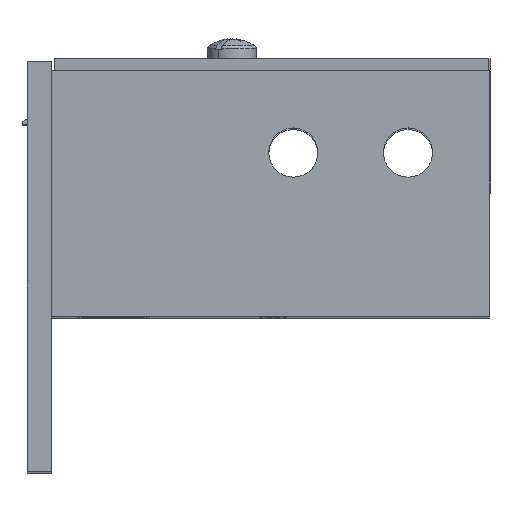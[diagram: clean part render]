
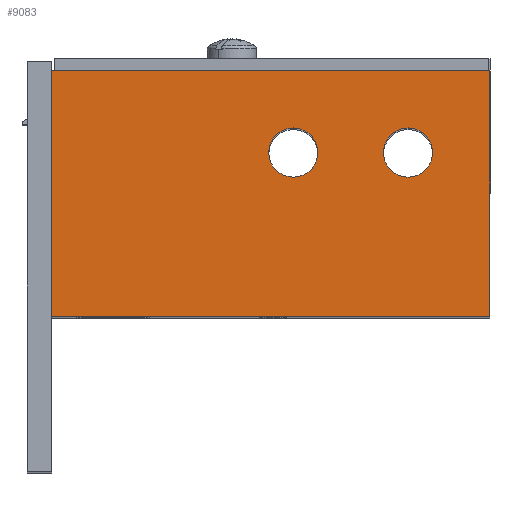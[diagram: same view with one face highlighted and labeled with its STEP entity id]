
A CAD part, top view. The second image highlights one B-rep face of the part: STEP entity #9083.
In plain terms, the highlighted planar face has unit normal (0, 0, 1).
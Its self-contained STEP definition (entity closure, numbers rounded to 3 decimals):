
#142 = CIRCLE ( 'NONE', #22066, 3. ) ;
#443 = ORIENTED_EDGE ( 'NONE', *, *, #15619, .F. ) ;
#1564 = AXIS2_PLACEMENT_3D ( 'NONE', #14801, #3321, #21064 ) ;
#2040 = VERTEX_POINT ( 'NONE', #9462 ) ;
#2060 = CARTESIAN_POINT ( 'NONE',  ( -26.75, 30., 60. ) ) ;
#2093 = AXIS2_PLACEMENT_3D ( 'NONE', #6850, #27267, #15790 ) ;
#2377 = VERTEX_POINT ( 'NONE', #21480 ) ;
#2396 = CARTESIAN_POINT ( 'NONE',  ( 16.75, 20., 60. ) ) ;
#2495 = CIRCLE ( 'NONE', #1564, 3. ) ;
#2504 = DIRECTION ( 'NONE',  ( 1., 0., 0. ) ) ;
#3200 = VERTEX_POINT ( 'NONE', #28307 ) ;
#3240 = EDGE_CURVE ( 'NONE', #27877, #9722, #28450, .T. ) ;
#3321 = DIRECTION ( 'NONE',  ( 0., 0., 1. ) ) ;
#3465 = PLANE ( 'NONE',  #12203 ) ;
#4129 = CARTESIAN_POINT ( 'NONE',  ( 26.75, 0., 60. ) ) ;
#4364 = ORIENTED_EDGE ( 'NONE', *, *, #3240, .T. ) ;
#4686 = CARTESIAN_POINT ( 'NONE',  ( -26.75, 30., 60. ) ) ;
#4813 = EDGE_LOOP ( 'NONE', ( #18762, #443 ) ) ;
#4844 = LINE ( 'NONE', #4686, #28778 ) ;
#4888 = DIRECTION ( 'NONE',  ( 0., 0., 1. ) ) ;
#5069 = CARTESIAN_POINT ( 'NONE',  ( 5.75, 20., 60. ) ) ;
#5108 = VECTOR ( 'NONE', #13134, 1000. ) ;
#5147 = DIRECTION ( 'NONE',  ( 0., 0., 1. ) ) ;
#5527 = FACE_OUTER_BOUND ( 'NONE', #22889, .T. ) ;
#5739 = LINE ( 'NONE', #8441, #9656 ) ;
#6850 = CARTESIAN_POINT ( 'NONE',  ( 16.75, 20., 60. ) ) ;
#7811 = LINE ( 'NONE', #12445, #29101 ) ;
#8441 = CARTESIAN_POINT ( 'NONE',  ( 26.75, 30., 60. ) ) ;
#8459 = ORIENTED_EDGE ( 'NONE', *, *, #20242, .F. ) ;
#8746 = ORIENTED_EDGE ( 'NONE', *, *, #19305, .F. ) ;
#9083 = ADVANCED_FACE ( 'NONE', ( #5527, #21221, #12422 ), #3465, .F. ) ;
#9462 = CARTESIAN_POINT ( 'NONE',  ( 19.75, 20., 60. ) ) ;
#9656 = VECTOR ( 'NONE', #26622, 1000. ) ;
#9722 = VERTEX_POINT ( 'NONE', #24312 ) ;
#10635 = AXIS2_PLACEMENT_3D ( 'NONE', #2396, #4888, #20402 ) ;
#12203 = AXIS2_PLACEMENT_3D ( 'NONE', #19266, #18979, #19407 ) ;
#12422 = FACE_BOUND ( 'NONE', #4813, .T. ) ;
#12445 = CARTESIAN_POINT ( 'NONE',  ( 0., 0., 60. ) ) ;
#13134 = DIRECTION ( 'NONE',  ( 0., -1., 0. ) ) ;
#14269 = CARTESIAN_POINT ( 'NONE',  ( 2.75, 20., 60. ) ) ;
#14801 = CARTESIAN_POINT ( 'NONE',  ( 2.75, 20., 60. ) ) ;
#14929 = CIRCLE ( 'NONE', #2093, 3. ) ;
#15410 = VERTEX_POINT ( 'NONE', #5069 ) ;
#15615 = EDGE_CURVE ( 'NONE', #2040, #2377, #25404, .T. ) ;
#15619 = EDGE_CURVE ( 'NONE', #2377, #2040, #14929, .T. ) ;
#15790 = DIRECTION ( 'NONE',  ( 1., 0., 0. ) ) ;
#16661 = ORIENTED_EDGE ( 'NONE', *, *, #18649, .F. ) ;
#17455 = EDGE_CURVE ( 'NONE', #19896, #19829, #5739, .T. ) ;
#18115 = ORIENTED_EDGE ( 'NONE', *, *, #17455, .T. ) ;
#18649 = EDGE_CURVE ( 'NONE', #15410, #3200, #142, .T. ) ;
#18762 = ORIENTED_EDGE ( 'NONE', *, *, #15615, .F. ) ;
#18979 = DIRECTION ( 'NONE',  ( 0., 0., -1. ) ) ;
#19266 = CARTESIAN_POINT ( 'NONE',  ( -26.75, 30., 60. ) ) ;
#19305 = EDGE_CURVE ( 'NONE', #19896, #9722, #7811, .T. ) ;
#19407 = DIRECTION ( 'NONE',  ( -1., 0., 0. ) ) ;
#19829 = VERTEX_POINT ( 'NONE', #24714 ) ;
#19896 = VERTEX_POINT ( 'NONE', #4129 ) ;
#20242 = EDGE_CURVE ( 'NONE', #3200, #15410, #2495, .T. ) ;
#20402 = DIRECTION ( 'NONE',  ( 1., 0., 0. ) ) ;
#21064 = DIRECTION ( 'NONE',  ( 1., 0., 0. ) ) ;
#21221 = FACE_BOUND ( 'NONE', #25732, .T. ) ;
#21480 = CARTESIAN_POINT ( 'NONE',  ( 13.75, 20., 60. ) ) ;
#22066 = AXIS2_PLACEMENT_3D ( 'NONE', #14269, #5147, #23382 ) ;
#22889 = EDGE_LOOP ( 'NONE', ( #18115, #25827, #4364, #8746 ) ) ;
#23382 = DIRECTION ( 'NONE',  ( 1., 0., 0. ) ) ;
#23621 = DIRECTION ( 'NONE',  ( -1., 0., 0. ) ) ;
#24312 = CARTESIAN_POINT ( 'NONE',  ( -26.75, 0., 60. ) ) ;
#24714 = CARTESIAN_POINT ( 'NONE',  ( 26.75, 30., 60. ) ) ;
#24969 = EDGE_CURVE ( 'NONE', #27877, #19829, #4844, .T. ) ;
#25404 = CIRCLE ( 'NONE', #10635, 3. ) ;
#25732 = EDGE_LOOP ( 'NONE', ( #16661, #8459 ) ) ;
#25827 = ORIENTED_EDGE ( 'NONE', *, *, #24969, .F. ) ;
#26622 = DIRECTION ( 'NONE',  ( 0., 1., 0. ) ) ;
#27267 = DIRECTION ( 'NONE',  ( 0., 0., 1. ) ) ;
#27877 = VERTEX_POINT ( 'NONE', #2060 ) ;
#28307 = CARTESIAN_POINT ( 'NONE',  ( -0.25, 20., 60. ) ) ;
#28450 = LINE ( 'NONE', #29192, #5108 ) ;
#28778 = VECTOR ( 'NONE', #2504, 1000. ) ;
#29101 = VECTOR ( 'NONE', #23621, 1000. ) ;
#29192 = CARTESIAN_POINT ( 'NONE',  ( -26.75, 30., 60. ) ) ;
